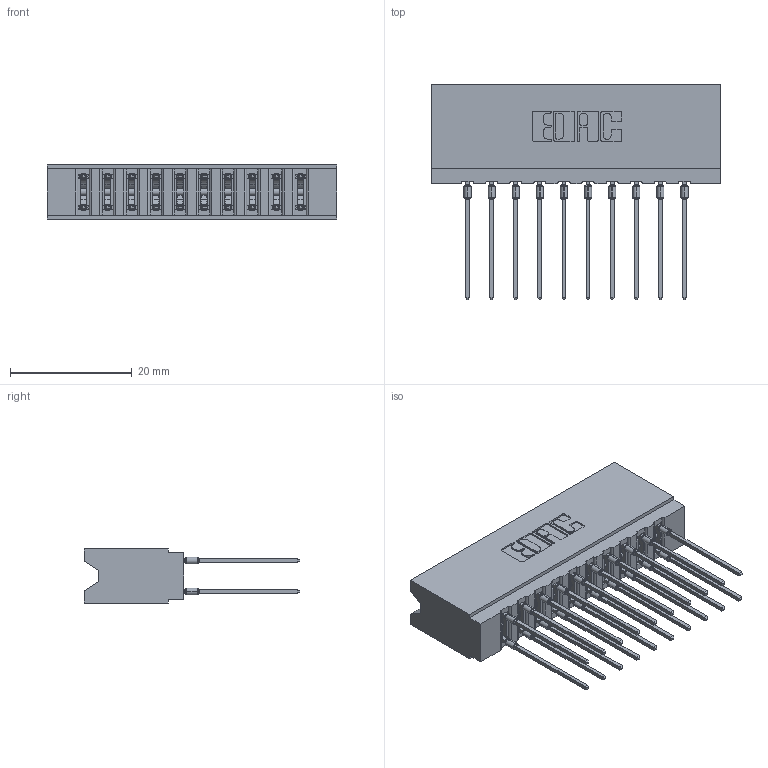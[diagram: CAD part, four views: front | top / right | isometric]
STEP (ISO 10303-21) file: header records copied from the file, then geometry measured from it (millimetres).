
FILE_DESCRIPTION (( 'STEP AP203' ), '1' );
FILE_NAME ('737-020-541-206.STEP', '2026-03-05T21:39:34', ( '' ), ( '' ), 'SwSTEP 2.0', 'SolidWorks 2023', '' );
FILE_SCHEMA (( 'CONFIG_CONTROL_DESIGN' ));
Length unit declared in the file: millimetre
Products named in the file (3): 737-020-541-206; 737 Part_Insulator Option - 06; 745-292-001_541
Assembly tree (21 placements, depth 2):
  737-020-541-206
    737 Part_Insulator Option - 06
    745-292-001_541  x20
Bounding box: 47.5 x 35.45 x 8.89 mm (x, y, z)
Volume: 4914.8 mm3; surface area: 7252.7 mm2
Topology: 21 solids, 21 shells, 1895 faces, 5097 edges, 3210 vertices
Faces by surface type: plane 985, bspline 400, cylinder 390, torus 120
Entity records: 21521 total; most frequent: CARTESIAN_POINT 4248, ORIENTED_EDGE 3620, DIRECTION 3188, EDGE_CURVE 1810, VECTOR 1568, LINE 1568, VERTEX_POINT 1158, AXIS2_PLACEMENT_3D 810
